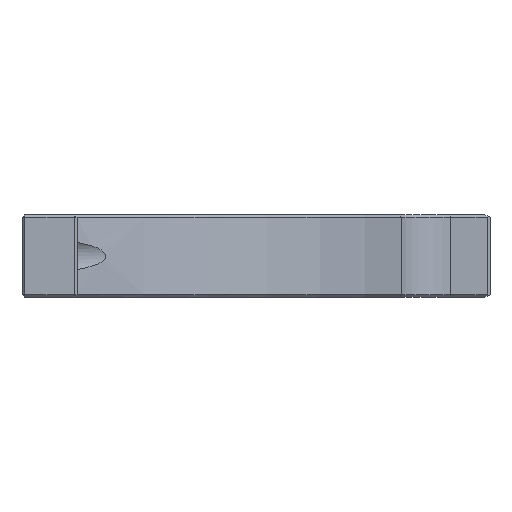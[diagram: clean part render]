
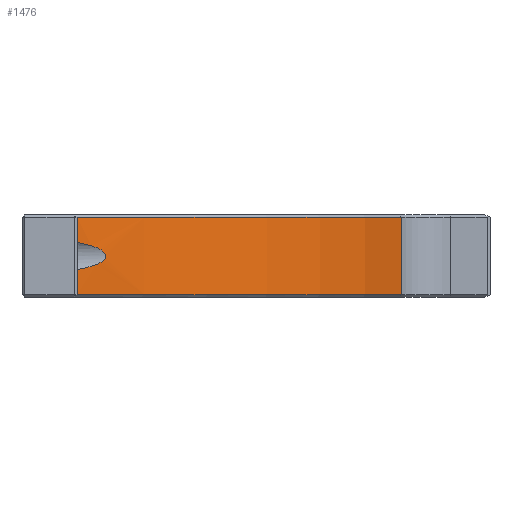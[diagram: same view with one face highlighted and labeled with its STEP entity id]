
A CAD part, left-side view. The second image highlights one B-rep face of the part: STEP entity #1476.
In plain terms, the highlighted cylindrical face has radius 77.5 mm (diameter 155 mm), a partial arc.
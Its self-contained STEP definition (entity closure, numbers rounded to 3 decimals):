
#15=CYLINDRICAL_SURFACE('',#1606,77.5);
#48=B_SPLINE_CURVE_WITH_KNOTS('',3,(#2359,#2360,#2361,#2362,#2363,#2364,
#2365,#2366,#2367,#2368,#2369,#2370,#2371,#2372,#2373,#2374,#2375,#2376,
#2377,#2378,#2379,#2380,#2381,#2382,#2383,#2384),.UNSPECIFIED.,.F.,.F.,
(4,2,2,2,2,2,2,2,2,2,2,2,4),(0.958,1.055,1.231,
1.407,1.486,1.526,1.565,1.605,
1.645,1.724,1.9,2.075,2.173),
 .UNSPECIFIED.);
#62=CIRCLE('',#1588,77.5);
#67=CIRCLE('',#1597,77.5);
#142=FACE_OUTER_BOUND('',#237,.T.);
#237=EDGE_LOOP('',(#1135,#1136,#1137,#1138,#1139,#1140));
#388=LINE('',#2352,#549);
#389=LINE('',#2355,#550);
#390=LINE('',#2385,#551);
#549=VECTOR('',#1895,10.);
#550=VECTOR('',#1898,10.);
#551=VECTOR('',#1903,10.);
#672=VERTEX_POINT('',#2287);
#673=VERTEX_POINT('',#2297);
#675=VERTEX_POINT('',#2306);
#683=VERTEX_POINT('',#2331);
#689=VERTEX_POINT('',#2351);
#690=VERTEX_POINT('',#2353);
#837=EDGE_CURVE('',#672,#675,#62,.T.);
#851=EDGE_CURVE('',#683,#673,#67,.T.);
#860=EDGE_CURVE('',#689,#673,#388,.T.);
#862=EDGE_CURVE('',#672,#690,#389,.T.);
#864=EDGE_CURVE('',#690,#689,#48,.T.);
#865=EDGE_CURVE('',#683,#675,#390,.T.);
#1135=ORIENTED_EDGE('',*,*,#837,.F.);
#1136=ORIENTED_EDGE('',*,*,#862,.T.);
#1137=ORIENTED_EDGE('',*,*,#864,.T.);
#1138=ORIENTED_EDGE('',*,*,#860,.T.);
#1139=ORIENTED_EDGE('',*,*,#851,.F.);
#1140=ORIENTED_EDGE('',*,*,#865,.T.);
#1476=ADVANCED_FACE('',(#142),#15,.T.);
#1588=AXIS2_PLACEMENT_3D('',#2307,#1848,#1849);
#1597=AXIS2_PLACEMENT_3D('',#2333,#1875,#1876);
#1606=AXIS2_PLACEMENT_3D('',#2358,#1901,#1902);
#1848=DIRECTION('center_axis',(0.,0.,
1.));
#1849=DIRECTION('ref_axis',(-1.,0.,0.));
#1875=DIRECTION('center_axis',(0.,0.,
-1.));
#1876=DIRECTION('ref_axis',(-1.,0.,0.));
#1895=DIRECTION('',(0.,0.,-1.));
#1898=DIRECTION('',(0.,0.,-1.));
#1901=DIRECTION('center_axis',(0.,0.,1.));
#1902=DIRECTION('ref_axis',(-1.,0.,0.));
#1903=DIRECTION('',(0.,0.,1.));
#2287=CARTESIAN_POINT('',(-76.852,-10.,-362.45));
#2297=CARTESIAN_POINT('',(-76.852,-10.,-376.45));
#2306=CARTESIAN_POINT('',(-35.429,-68.928,-362.45));
#2307=CARTESIAN_POINT('Origin',(0.,0.,
-362.45));
#2331=CARTESIAN_POINT('',(-35.429,-68.928,-376.45));
#2333=CARTESIAN_POINT('Origin',(0.,0.,
-376.45));
#2351=CARTESIAN_POINT('',(-76.852,-10.,-371.918));
#2352=CARTESIAN_POINT('',(-76.852,-10.,-361.95));
#2353=CARTESIAN_POINT('',(-76.852,-10.,-366.982));
#2355=CARTESIAN_POINT('',(-76.852,-10.,-361.95));
#2358=CARTESIAN_POINT('Origin',(0.,0.,
-361.95));
#2359=CARTESIAN_POINT('Ctrl Pts',(-76.852,-10.,-366.982));
#2360=CARTESIAN_POINT('Ctrl Pts',(-76.809,-10.328,-367.036));
#2361=CARTESIAN_POINT('Ctrl Pts',(-76.765,-10.653,-367.096));
#2362=CARTESIAN_POINT('Ctrl Pts',(-76.636,-11.552,-367.28));
#2363=CARTESIAN_POINT('Ctrl Pts',(-76.549,-12.116,-367.418));
#2364=CARTESIAN_POINT('Ctrl Pts',(-76.368,-13.209,-367.763));
#2365=CARTESIAN_POINT('Ctrl Pts',(-76.274,-13.741,-367.962));
#2366=CARTESIAN_POINT('Ctrl Pts',(-76.139,-14.461,-368.394));
#2367=CARTESIAN_POINT('Ctrl Pts',(-76.095,-14.693,-368.562));
#2368=CARTESIAN_POINT('Ctrl Pts',(-76.043,-14.959,-368.859));
#2369=CARTESIAN_POINT('Ctrl Pts',(-76.028,-15.035,-368.966));
#2370=CARTESIAN_POINT('Ctrl Pts',(-76.006,-15.142,-369.195));
#2371=CARTESIAN_POINT('Ctrl Pts',(-76.,-15.174,-369.318));
#2372=CARTESIAN_POINT('Ctrl Pts',(-76.,-15.174,-369.582));
#2373=CARTESIAN_POINT('Ctrl Pts',(-76.006,-15.142,-369.705));
#2374=CARTESIAN_POINT('Ctrl Pts',(-76.028,-15.035,-369.934));
#2375=CARTESIAN_POINT('Ctrl Pts',(-76.043,-14.959,-370.041));
#2376=CARTESIAN_POINT('Ctrl Pts',(-76.095,-14.693,-370.338));
#2377=CARTESIAN_POINT('Ctrl Pts',(-76.139,-14.461,-370.506));
#2378=CARTESIAN_POINT('Ctrl Pts',(-76.274,-13.741,-370.938));
#2379=CARTESIAN_POINT('Ctrl Pts',(-76.368,-13.209,-371.137));
#2380=CARTESIAN_POINT('Ctrl Pts',(-76.549,-12.116,-371.482));
#2381=CARTESIAN_POINT('Ctrl Pts',(-76.636,-11.552,-371.62));
#2382=CARTESIAN_POINT('Ctrl Pts',(-76.765,-10.653,-371.804));
#2383=CARTESIAN_POINT('Ctrl Pts',(-76.809,-10.328,-371.864));
#2384=CARTESIAN_POINT('Ctrl Pts',(-76.852,-10.,-371.918));
#2385=CARTESIAN_POINT('',(-35.429,-68.928,-361.95));
